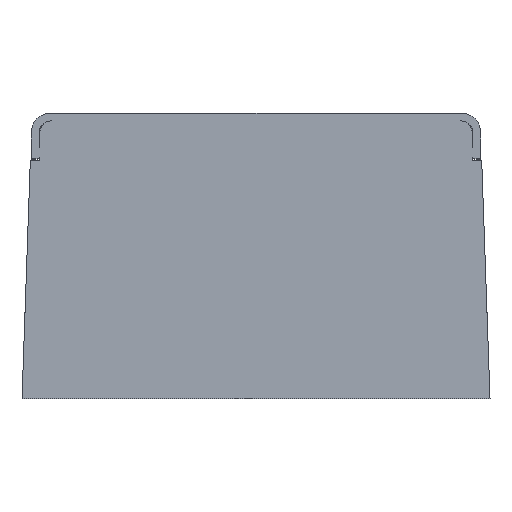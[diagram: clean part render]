
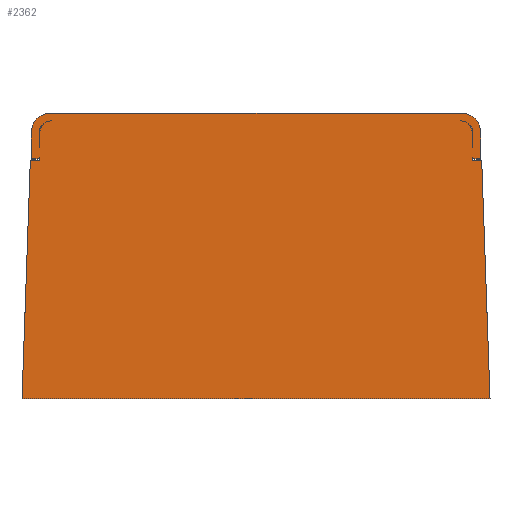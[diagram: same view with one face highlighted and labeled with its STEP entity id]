
A CAD part, top view. The second image highlights one B-rep face of the part: STEP entity #2362.
In plain terms, the highlighted planar face has unit normal (0, 0, 1).
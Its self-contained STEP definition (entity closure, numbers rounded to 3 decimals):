
#377=CARTESIAN_POINT('',(51.5,31.,30.));
#378=DIRECTION('',(0.,0.,1.));
#379=DIRECTION('',(1.,0.,0.));
#380=AXIS2_PLACEMENT_3D('',#377,#378,#379);
#382=DIRECTION('',(0.,1.,0.));
#383=VECTOR('',#382,3.6);
#384=CARTESIAN_POINT('',(54.5,27.4,30.));
#385=LINE('',#384,#383);
#386=CARTESIAN_POINT('',(53.7,28.,30.));
#387=DIRECTION('',(0.,0.,-1.));
#388=DIRECTION('',(1.,0.,0.));
#389=AXIS2_PLACEMENT_3D('',#386,#387,#388);
#391=DIRECTION('',(0.,-1.,0.));
#392=VECTOR('',#391,3.);
#393=CARTESIAN_POINT('',(54.7,31.,30.));
#394=LINE('',#393,#392);
#395=CARTESIAN_POINT('',(51.7,31.,30.));
#396=DIRECTION('',(0.,0.,-1.));
#397=DIRECTION('',(0.,1.,0.));
#398=AXIS2_PLACEMENT_3D('',#395,#396,#397);
#400=DIRECTION('',(0.,-1.,0.));
#401=VECTOR('',#400,0.673);
#402=CARTESIAN_POINT('',(-54.5,24.673,30.));
#403=LINE('',#402,#401);
#404=CARTESIAN_POINT('',(-55.2,26.,30.));
#405=DIRECTION('',(0.,0.,1.));
#406=DIRECTION('',(0.,-1.,0.));
#407=AXIS2_PLACEMENT_3D('',#404,#405,#406);
#409=DIRECTION('',(1.,0.,0.));
#410=VECTOR('',#409,1.5);
#411=CARTESIAN_POINT('',(-56.7,24.5,30.));
#412=LINE('',#411,#410);
#413=DIRECTION('',(0.,-1.,0.));
#414=VECTOR('',#413,6.5);
#415=CARTESIAN_POINT('',(-56.7,31.,30.));
#416=LINE('',#415,#414);
#417=CARTESIAN_POINT('',(-51.7,31.,30.));
#418=DIRECTION('',(0.,0.,1.));
#419=DIRECTION('',(0.,1.,0.));
#420=AXIS2_PLACEMENT_3D('',#417,#418,#419);
#422=DIRECTION('',(-1.,0.,0.));
#423=VECTOR('',#422,103.4);
#424=CARTESIAN_POINT('',(51.7,36.,30.));
#425=LINE('',#424,#423);
#426=CARTESIAN_POINT('',(51.7,31.,30.));
#427=DIRECTION('',(0.,0.,1.));
#428=DIRECTION('',(1.,0.,0.));
#429=AXIS2_PLACEMENT_3D('',#426,#427,#428);
#431=DIRECTION('',(0.,1.,0.));
#432=VECTOR('',#431,6.5);
#433=CARTESIAN_POINT('',(56.7,24.5,30.));
#434=LINE('',#433,#432);
#435=DIRECTION('',(1.,0.,0.));
#436=VECTOR('',#435,1.5);
#437=CARTESIAN_POINT('',(55.2,24.5,30.));
#438=LINE('',#437,#436);
#439=CARTESIAN_POINT('',(55.2,26.,30.));
#440=DIRECTION('',(0.,0.,1.));
#441=DIRECTION('',(-0.467,-0.884,0.));
#442=AXIS2_PLACEMENT_3D('',#439,#440,#441);
#444=DIRECTION('',(0.,1.,0.));
#445=VECTOR('',#444,0.673);
#446=CARTESIAN_POINT('',(54.5,24.,30.));
#447=LINE('',#446,#445);
#448=DIRECTION('',(-1.,0.,0.));
#449=VECTOR('',#448,2.405);
#450=CARTESIAN_POINT('',(56.905,24.,30.));
#451=LINE('',#450,#449);
#452=DIRECTION('',(-0.035,0.999,0.));
#453=VECTOR('',#452,60.037);
#454=CARTESIAN_POINT('',(59.,-36.,30.));
#455=LINE('',#454,#453);
#456=DIRECTION('',(1.,0.,0.));
#457=VECTOR('',#456,118.);
#458=CARTESIAN_POINT('',(-59.,-36.,30.));
#459=LINE('',#458,#457);
#460=DIRECTION('',(-0.035,-0.999,0.));
#461=VECTOR('',#460,60.037);
#462=CARTESIAN_POINT('',(-56.905,24.,30.));
#463=LINE('',#462,#461);
#464=DIRECTION('',(-1.,0.,0.));
#465=VECTOR('',#464,2.405);
#466=CARTESIAN_POINT('',(-54.5,24.,30.));
#467=LINE('',#466,#465);
#468=CARTESIAN_POINT('',(-51.7,31.,30.));
#469=DIRECTION('',(0.,0.,-1.));
#470=DIRECTION('',(-1.,0.,0.));
#471=AXIS2_PLACEMENT_3D('',#468,#469,#470);
#473=DIRECTION('',(0.,1.,0.));
#474=VECTOR('',#473,3.);
#475=CARTESIAN_POINT('',(-54.7,28.,30.));
#476=LINE('',#475,#474);
#477=CARTESIAN_POINT('',(-53.7,28.,30.));
#478=DIRECTION('',(0.,0.,-1.));
#479=DIRECTION('',(-0.8,-0.6,0.));
#480=AXIS2_PLACEMENT_3D('',#477,#478,#479);
#482=DIRECTION('',(0.,-1.,0.));
#483=VECTOR('',#482,3.6);
#484=CARTESIAN_POINT('',(-54.5,31.,30.));
#485=LINE('',#484,#483);
#486=CARTESIAN_POINT('',(-51.5,31.,30.));
#487=DIRECTION('',(0.,0.,1.));
#488=DIRECTION('',(-0.067,0.998,0.));
#489=AXIS2_PLACEMENT_3D('',#486,#487,#488);
#1565=CARTESIAN_POINT('',(-54.5,24.,30.));
#1566=CARTESIAN_POINT('',(-56.905,24.,30.));
#1567=VERTEX_POINT('',#1565);
#1568=VERTEX_POINT('',#1566);
#1569=CARTESIAN_POINT('',(-59.,-36.,30.));
#1570=VERTEX_POINT('',#1569);
#1571=CARTESIAN_POINT('',(59.,-36.,30.));
#1572=VERTEX_POINT('',#1571);
#1573=CARTESIAN_POINT('',(56.905,24.,30.));
#1574=VERTEX_POINT('',#1573);
#1575=CARTESIAN_POINT('',(54.5,24.,30.));
#1576=VERTEX_POINT('',#1575);
#1638=CARTESIAN_POINT('',(54.5,31.,30.));
#1640=VERTEX_POINT('',#1638);
#1646=CARTESIAN_POINT('',(-54.5,31.,30.));
#1648=VERTEX_POINT('',#1646);
#1677=CARTESIAN_POINT('',(51.7,34.,30.));
#1678=CARTESIAN_POINT('',(54.7,31.,30.));
#1679=VERTEX_POINT('',#1677);
#1680=VERTEX_POINT('',#1678);
#1681=CARTESIAN_POINT('',(54.7,28.,30.));
#1682=VERTEX_POINT('',#1681);
#1683=CARTESIAN_POINT('',(55.2,24.5,30.));
#1684=CARTESIAN_POINT('',(56.7,24.5,30.));
#1685=VERTEX_POINT('',#1683);
#1686=VERTEX_POINT('',#1684);
#1687=CARTESIAN_POINT('',(56.7,31.,30.));
#1688=VERTEX_POINT('',#1687);
#1689=CARTESIAN_POINT('',(51.7,36.,30.));
#1690=VERTEX_POINT('',#1689);
#1691=CARTESIAN_POINT('',(-51.7,36.,30.));
#1692=VERTEX_POINT('',#1691);
#1693=CARTESIAN_POINT('',(-56.7,31.,30.));
#1694=VERTEX_POINT('',#1693);
#1695=CARTESIAN_POINT('',(-56.7,24.5,30.));
#1696=VERTEX_POINT('',#1695);
#1697=CARTESIAN_POINT('',(-55.2,24.5,30.));
#1698=VERTEX_POINT('',#1697);
#1699=CARTESIAN_POINT('',(-54.7,28.,30.));
#1700=CARTESIAN_POINT('',(-54.7,31.,30.));
#1701=VERTEX_POINT('',#1699);
#1702=VERTEX_POINT('',#1700);
#1703=CARTESIAN_POINT('',(-51.7,34.,30.));
#1704=VERTEX_POINT('',#1703);
#1710=CARTESIAN_POINT('',(54.5,24.673,30.));
#1712=VERTEX_POINT('',#1710);
#1718=CARTESIAN_POINT('',(54.5,27.4,30.));
#1720=VERTEX_POINT('',#1718);
#1742=CARTESIAN_POINT('',(-54.5,27.4,30.));
#1744=VERTEX_POINT('',#1742);
#1750=CARTESIAN_POINT('',(-54.5,24.673,30.));
#1752=VERTEX_POINT('',#1750);
#2307=CARTESIAN_POINT('',(0.,0.,30.));
#2308=DIRECTION('',(0.,0.,1.));
#2309=DIRECTION('',(1.,0.,0.));
#2310=AXIS2_PLACEMENT_3D('',#2307,#2308,#2309);
#2311=PLANE('',#2310);
#2313=ORIENTED_EDGE('',*,*,#2312,.F.);
#2315=ORIENTED_EDGE('',*,*,#2314,.F.);
#2317=ORIENTED_EDGE('',*,*,#2316,.F.);
#2319=ORIENTED_EDGE('',*,*,#2318,.F.);
#2321=ORIENTED_EDGE('',*,*,#2320,.F.);
#2323=ORIENTED_EDGE('',*,*,#2322,.F.);
#2325=ORIENTED_EDGE('',*,*,#2324,.F.);
#2327=ORIENTED_EDGE('',*,*,#2326,.F.);
#2329=ORIENTED_EDGE('',*,*,#2328,.F.);
#2331=ORIENTED_EDGE('',*,*,#2330,.F.);
#2333=ORIENTED_EDGE('',*,*,#2332,.F.);
#2335=ORIENTED_EDGE('',*,*,#2334,.F.);
#2337=ORIENTED_EDGE('',*,*,#2336,.F.);
#2339=ORIENTED_EDGE('',*,*,#2338,.F.);
#2341=ORIENTED_EDGE('',*,*,#2340,.F.);
#2343=ORIENTED_EDGE('',*,*,#2342,.F.);
#2344=EDGE_LOOP('',(#2313,#2315,#2317,#2319,#2321,#2323,#2325,#2327,#2329,#2331,
#2333,#2335,#2337,#2339,#2341,#2343));
#2345=FACE_OUTER_BOUND('',#2344,.F.);
#2346=ORIENTED_EDGE('',*,*,#2228,.F.);
#2347=ORIENTED_EDGE('',*,*,#2254,.F.);
#2348=ORIENTED_EDGE('',*,*,#2270,.F.);
#2349=ORIENTED_EDGE('',*,*,#2288,.F.);
#2350=ORIENTED_EDGE('',*,*,#2301,.F.);
#2351=EDGE_LOOP('',(#2346,#2347,#2348,#2349,#2350));
#2352=FACE_BOUND('',#2351,.F.);
#2354=ORIENTED_EDGE('',*,*,#2353,.F.);
#2356=ORIENTED_EDGE('',*,*,#2355,.F.);
#2357=ORIENTED_EDGE('',*,*,#2145,.F.);
#2358=ORIENTED_EDGE('',*,*,#2128,.F.);
#2359=ORIENTED_EDGE('',*,*,#2014,.F.);
#2360=EDGE_LOOP('',(#2354,#2356,#2357,#2358,#2359));
#2361=FACE_BOUND('',#2360,.F.);
#381=CIRCLE('',#380,3.);
#390=CIRCLE('',#389,1.);
#399=CIRCLE('',#398,3.);
#408=CIRCLE('',#407,1.5);
#421=CIRCLE('',#420,5.);
#430=CIRCLE('',#429,5.);
#443=CIRCLE('',#442,1.5);
#472=CIRCLE('',#471,3.);
#481=CIRCLE('',#480,1.);
#490=CIRCLE('',#489,3.);
#2014=EDGE_CURVE('',#1704,#1648,#490,.T.);
#2128=EDGE_CURVE('',#1648,#1744,#485,.T.);
#2145=EDGE_CURVE('',#1744,#1701,#481,.T.);
#2228=EDGE_CURVE('',#1640,#1679,#381,.T.);
#2254=EDGE_CURVE('',#1720,#1640,#385,.T.);
#2270=EDGE_CURVE('',#1682,#1720,#390,.T.);
#2288=EDGE_CURVE('',#1680,#1682,#394,.T.);
#2301=EDGE_CURVE('',#1679,#1680,#399,.T.);
#2312=EDGE_CURVE('',#1752,#1567,#403,.T.);
#2314=EDGE_CURVE('',#1698,#1752,#408,.T.);
#2316=EDGE_CURVE('',#1696,#1698,#412,.T.);
#2318=EDGE_CURVE('',#1694,#1696,#416,.T.);
#2320=EDGE_CURVE('',#1692,#1694,#421,.T.);
#2322=EDGE_CURVE('',#1690,#1692,#425,.T.);
#2324=EDGE_CURVE('',#1688,#1690,#430,.T.);
#2326=EDGE_CURVE('',#1686,#1688,#434,.T.);
#2328=EDGE_CURVE('',#1685,#1686,#438,.T.);
#2330=EDGE_CURVE('',#1712,#1685,#443,.T.);
#2332=EDGE_CURVE('',#1576,#1712,#447,.T.);
#2334=EDGE_CURVE('',#1574,#1576,#451,.T.);
#2336=EDGE_CURVE('',#1572,#1574,#455,.T.);
#2338=EDGE_CURVE('',#1570,#1572,#459,.T.);
#2340=EDGE_CURVE('',#1568,#1570,#463,.T.);
#2342=EDGE_CURVE('',#1567,#1568,#467,.T.);
#2353=EDGE_CURVE('',#1702,#1704,#472,.T.);
#2355=EDGE_CURVE('',#1701,#1702,#476,.T.);
#2362=ADVANCED_FACE('',(#2345,#2352,#2361),#2311,.T.);
